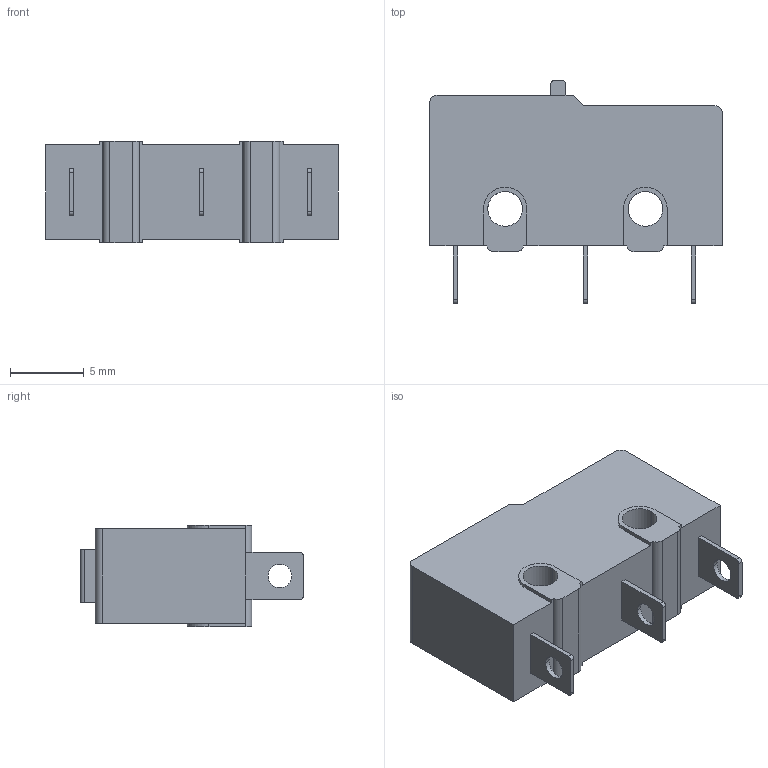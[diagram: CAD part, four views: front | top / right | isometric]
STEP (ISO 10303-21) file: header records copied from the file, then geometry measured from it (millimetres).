
FILE_DESCRIPTION (( 'STEP AP203' ), '1' );
FILE_NAME ('ss-56L_switch.step', '2016-02-29T21:25:15', ( '' ), ( '' ), 'SwSTEP 2.0', 'SolidWorks 2015', '' );
FILE_SCHEMA (( 'CONFIG_CONTROL_DESIGN' ));
Length unit declared in the file: millimetre
Products named in the file (1): ss-56L_switch
Bounding box: 19.8 x 15.1 x 6.9 mm (x, y, z)
Volume: 1224.5 mm3; surface area: 957.2 mm2
Topology: 1 solids, 1 shells, 72 faces, 198 edges, 132 vertices
Faces by surface type: plane 44, cylinder 28
Entity records: 2395 total; most frequent: CARTESIAN_POINT 403, DIRECTION 400, ORIENTED_EDGE 396, EDGE_CURVE 198, LINE 142, VECTOR 142, VERTEX_POINT 132, AXIS2_PLACEMENT_3D 129
